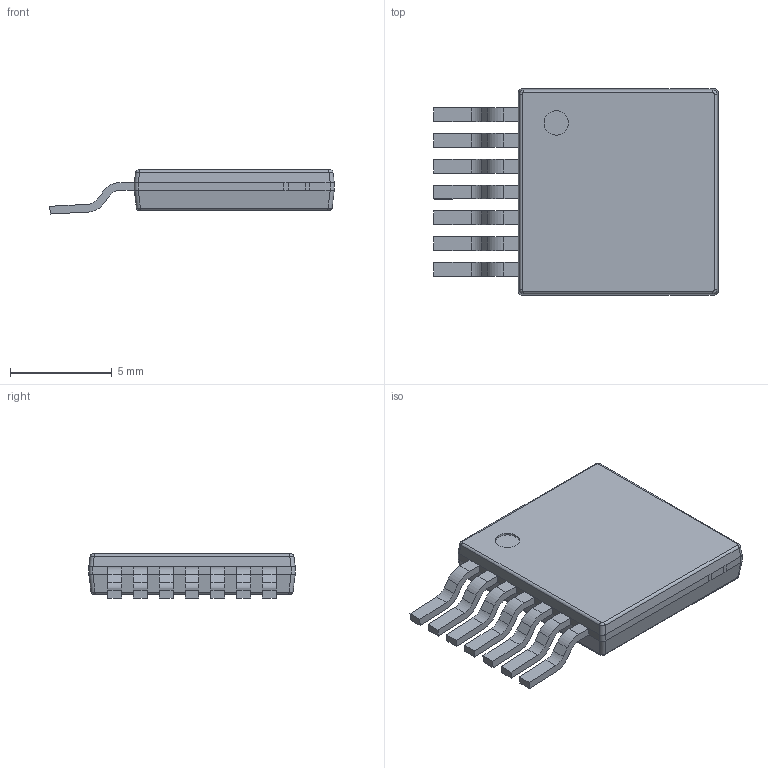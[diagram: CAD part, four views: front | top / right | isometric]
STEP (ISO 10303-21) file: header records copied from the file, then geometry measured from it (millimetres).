
FILE_DESCRIPTION((''),'2;1');
FILE_NAME('NDR0007A_ASM','2019-05-21T11:36:25',('a0412086'),(''),'CREO PARAMETRIC BY PTC INC, 2018020','CREO PARAMETRIC BY PTC INC, 2018020','');
FILE_SCHEMA(('AUTOMOTIVE_DESIGN { 1 0 10303 214 1 1 1 1 }'));
Length unit declared in the file: millimetre
Products named in the file (3): BODY_TJ263; LEAD_TJ263; NDR0007A_ASM
Assembly tree (2 placements, depth 2):
  NDR0007A_ASM
    BODY_TJ263
    LEAD_TJ263
Bounding box: 14.01 x 10.16 x 2.17 mm (x, y, z)
Volume: 204.8 mm3; surface area: 414.5 mm2
Topology: 13 solids, 13 shells, 286 faces, 740 edges, 480 vertices
Faces by surface type: plane 208, cylinder 70, bspline 8
Entity records: 11493 total; most frequent: CARTESIAN_POINT 2082, ORIENTED_EDGE 1480, DIRECTION 1358, PRESENTATION_STYLE_ASSIGNMENT 753, STYLED_ITEM 753, CURVE_STYLE 740, EDGE_CURVE 740, VECTOR 588
